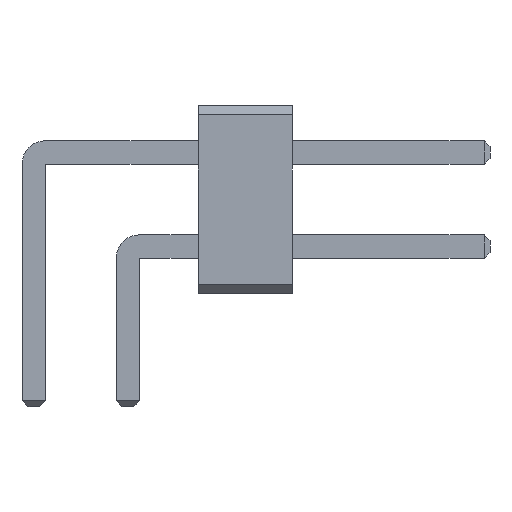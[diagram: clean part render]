
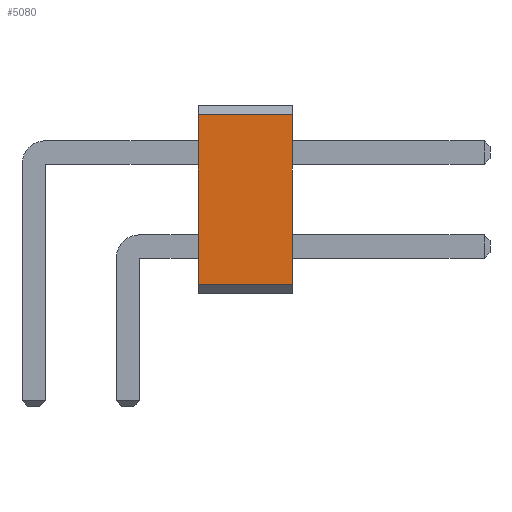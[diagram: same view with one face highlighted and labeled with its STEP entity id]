
A CAD part, front view. The second image highlights one B-rep face of the part: STEP entity #5080.
In plain terms, the highlighted planar face has unit normal (0, -1, 0).
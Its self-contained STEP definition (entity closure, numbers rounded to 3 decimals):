
#478 = VERTEX_POINT('',#479);
#479 = CARTESIAN_POINT('',(3.5,-29.,3.8));
#485 = EDGE_CURVE('',#486,#478,#488,.T.);
#486 = VERTEX_POINT('',#487);
#487 = CARTESIAN_POINT('',(3.5,-29.,0.2));
#488 = LINE('',#489,#490);
#489 = CARTESIAN_POINT('',(3.5,-29.,0.2));
#490 = VECTOR('',#491,1.);
#491 = DIRECTION('',(0.,0.,1.));
#2219 = VERTEX_POINT('',#2220);
#2220 = CARTESIAN_POINT('',(5.5,-29.,3.8));
#2226 = EDGE_CURVE('',#2227,#2219,#2229,.T.);
#2227 = VERTEX_POINT('',#2228);
#2228 = CARTESIAN_POINT('',(5.5,-29.,0.2));
#2229 = LINE('',#2230,#2231);
#2230 = CARTESIAN_POINT('',(5.5,-29.,0.2));
#2231 = VECTOR('',#2232,1.);
#2232 = DIRECTION('',(0.,0.,1.));
#5052 = EDGE_CURVE('',#486,#2227,#5053,.T.);
#5053 = LINE('',#5054,#5055);
#5054 = CARTESIAN_POINT('',(3.5,-29.,0.2));
#5055 = VECTOR('',#5056,1.);
#5056 = DIRECTION('',(1.,0.,0.));
#5080 = ADVANCED_FACE('',(#5081),#5092,.T.);
#5081 = FACE_BOUND('',#5082,.T.);
#5082 = EDGE_LOOP('',(#5083,#5084,#5085,#5091));
#5083 = ORIENTED_EDGE('',*,*,#5052,.T.);
#5084 = ORIENTED_EDGE('',*,*,#2226,.T.);
#5085 = ORIENTED_EDGE('',*,*,#5086,.F.);
#5086 = EDGE_CURVE('',#478,#2219,#5087,.T.);
#5087 = LINE('',#5088,#5089);
#5088 = CARTESIAN_POINT('',(3.5,-29.,3.8));
#5089 = VECTOR('',#5090,1.);
#5090 = DIRECTION('',(1.,0.,0.));
#5091 = ORIENTED_EDGE('',*,*,#485,.F.);
#5092 = PLANE('',#5093);
#5093 = AXIS2_PLACEMENT_3D('',#5094,#5095,#5096);
#5094 = CARTESIAN_POINT('',(3.5,-29.,0.2));
#5095 = DIRECTION('',(0.,-1.,0.));
#5096 = DIRECTION('',(0.,0.,1.));
